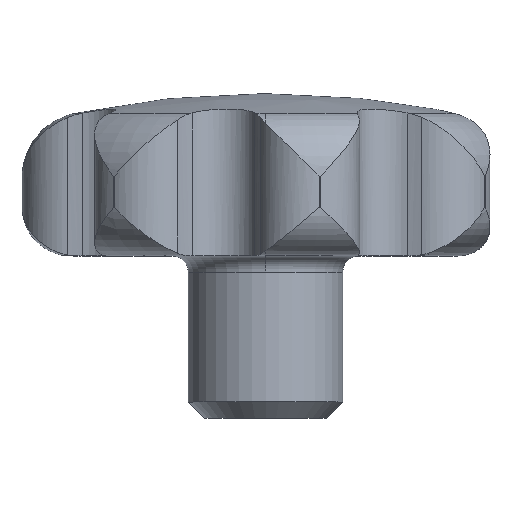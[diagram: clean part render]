
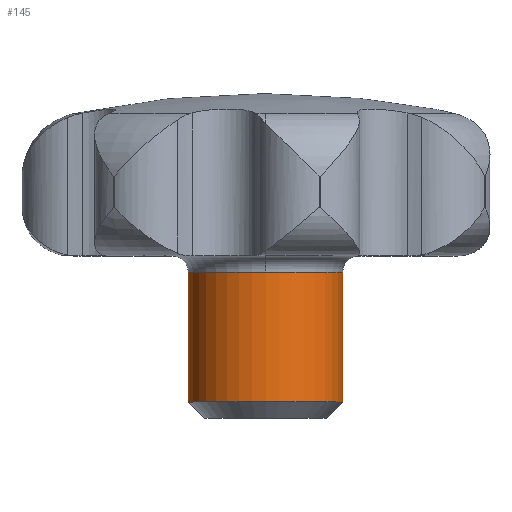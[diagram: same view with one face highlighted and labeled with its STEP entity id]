
A CAD part, top view. The second image highlights one B-rep face of the part: STEP entity #145.
In plain terms, the highlighted cylindrical face has radius 10 mm (diameter 20 mm), a partial arc.
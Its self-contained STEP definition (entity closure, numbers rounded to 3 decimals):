
#145 = ADVANCED_FACE( '', ( #290 ), #291, .T. );
#290 = FACE_OUTER_BOUND( '', #438, .T. );
#291 = CYLINDRICAL_SURFACE( '', #439, 10. );
#438 = EDGE_LOOP( '', ( #1021, #1022, #1023, #1024, #1025 ) );
#439 = AXIS2_PLACEMENT_3D( '', #1026, #1027, #1028 );
#1021 = ORIENTED_EDGE( '', *, *, #1079, .T. );
#1022 = ORIENTED_EDGE( '', *, *, #1276, .F. );
#1023 = ORIENTED_EDGE( '', *, *, #1076, .F. );
#1024 = ORIENTED_EDGE( '', *, *, #1081, .T. );
#1025 = ORIENTED_EDGE( '', *, *, #1275, .T. );
#1026 = CARTESIAN_POINT( '', ( 0., 10.5, 0. ) );
#1027 = DIRECTION( '', ( 0., -1., 0. ) );
#1028 = DIRECTION( '', ( 1., 0., 0. ) );
#1076 = EDGE_CURVE( '', #1282, #1284, #1285, .T. );
#1079 = EDGE_CURVE( '', #1289, #1290, #1291, .T. );
#1081 = EDGE_CURVE( '', #1282, #1292, #1294, .T. );
#1275 = EDGE_CURVE( '', #1292, #1289, #1615, .T. );
#1276 = EDGE_CURVE( '', #1284, #1290, #1616, .T. );
#1282 = VERTEX_POINT( '', #1623 );
#1284 = VERTEX_POINT( '', #1625 );
#1285 = CIRCLE( '', #1626, 10. );
#1289 = VERTEX_POINT( '', #1630 );
#1290 = VERTEX_POINT( '', #1631 );
#1291 = LINE( '', #1632, #1633 );
#1292 = VERTEX_POINT( '', #1634 );
#1294 = LINE( '', #1636, #1637 );
#1615 = CIRCLE( '', #2853, 10. );
#1616 = CIRCLE( '', #2854, 10. );
#1623 = CARTESIAN_POINT( '', ( -10., 18.9, 0. ) );
#1625 = CARTESIAN_POINT( '', ( 0., 18.9, 10. ) );
#1626 = AXIS2_PLACEMENT_3D( '', #2864, #2865, #2866 );
#1630 = CARTESIAN_POINT( '', ( 10., 2.1, 0. ) );
#1631 = CARTESIAN_POINT( '', ( 10., 18.9, 0. ) );
#1632 = CARTESIAN_POINT( '', ( 10., 10.5, 0. ) );
#1633 = VECTOR( '', #2873, 1. );
#1634 = CARTESIAN_POINT( '', ( -10., 2.1, 0. ) );
#1636 = CARTESIAN_POINT( '', ( -10., 10.5, 0. ) );
#1637 = VECTOR( '', #2877, 1. );
#2853 = AXIS2_PLACEMENT_3D( '', #3118, #3119, #3120 );
#2854 = AXIS2_PLACEMENT_3D( '', #3121, #3122, #3123 );
#2864 = CARTESIAN_POINT( '', ( 0., 18.9, 0. ) );
#2865 = DIRECTION( '', ( 0., 1., 0. ) );
#2866 = DIRECTION( '', ( 1., 0., 0. ) );
#2873 = DIRECTION( '', ( 0., 1., 0. ) );
#2877 = DIRECTION( '', ( 0., -1., 0. ) );
#3118 = CARTESIAN_POINT( '', ( 0., 2.1, 0. ) );
#3119 = DIRECTION( '', ( 0., 1., 0. ) );
#3120 = DIRECTION( '', ( 1., 0., 0. ) );
#3121 = CARTESIAN_POINT( '', ( 0., 18.9, 0. ) );
#3122 = DIRECTION( '', ( 0., 1., 0. ) );
#3123 = DIRECTION( '', ( 1., 0., 0. ) );
